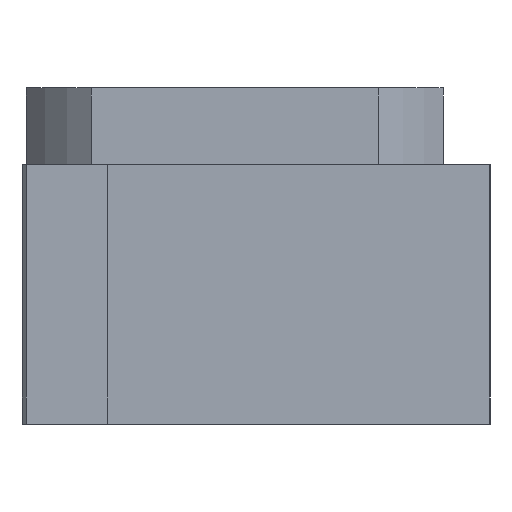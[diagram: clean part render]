
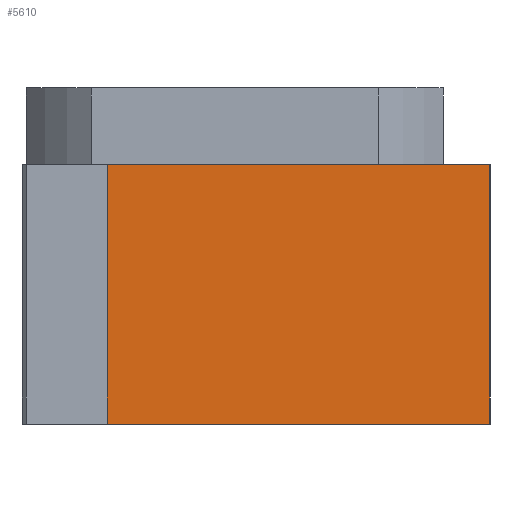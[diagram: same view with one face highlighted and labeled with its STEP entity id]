
A CAD part, left-side view. The second image highlights one B-rep face of the part: STEP entity #5610.
In plain terms, the highlighted planar face has unit normal (-1, 0, 0).
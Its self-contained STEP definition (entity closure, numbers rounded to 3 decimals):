
#199 = DIRECTION ( 'NONE',  ( 0., -1., 0. ) ) ;
#303 = LINE ( 'NONE', #6879, #5104 ) ;
#540 = CARTESIAN_POINT ( 'NONE',  ( -80., -60., -61. ) ) ;
#771 = ORIENTED_EDGE ( 'NONE', *, *, #5226, .T. ) ;
#865 = ORIENTED_EDGE ( 'NONE', *, *, #2953, .T. ) ;
#933 = CARTESIAN_POINT ( 'NONE',  ( -80., 30., -61. ) ) ;
#1661 = LINE ( 'NONE', #933, #5047 ) ;
#1783 = VERTEX_POINT ( 'NONE', #6215 ) ;
#2007 = DIRECTION ( 'NONE',  ( 0., 0., 1. ) ) ;
#2484 = ORIENTED_EDGE ( 'NONE', *, *, #6577, .F. ) ;
#2580 = CARTESIAN_POINT ( 'NONE',  ( -80., 30., -61. ) ) ;
#2739 = CARTESIAN_POINT ( 'NONE',  ( -80., 30., -61. ) ) ;
#2838 = VECTOR ( 'NONE', #2847, 1000. ) ;
#2847 = DIRECTION ( 'NONE',  ( 0., 0., 1. ) ) ;
#2953 = EDGE_CURVE ( 'NONE', #4801, #1783, #4307, .T. ) ;
#3248 = FACE_OUTER_BOUND ( 'NONE', #3630, .T. ) ;
#3476 = LINE ( 'NONE', #2739, #6434 ) ;
#3574 = CARTESIAN_POINT ( 'NONE',  ( -80., -60., -61. ) ) ;
#3630 = EDGE_LOOP ( 'NONE', ( #5416, #2484, #771, #865 ) ) ;
#4255 = DIRECTION ( 'NONE',  ( 0., 0., 1. ) ) ;
#4307 = LINE ( 'NONE', #3574, #2838 ) ;
#4540 = AXIS2_PLACEMENT_3D ( 'NONE', #5757, #4996, #4255 ) ;
#4801 = VERTEX_POINT ( 'NONE', #540 ) ;
#4996 = DIRECTION ( 'NONE',  ( -1., 0., 0. ) ) ;
#5047 = VECTOR ( 'NONE', #199, 1000. ) ;
#5104 = VECTOR ( 'NONE', #6080, 1000. ) ;
#5226 = EDGE_CURVE ( 'NONE', #5560, #4801, #1661, .T. ) ;
#5416 = ORIENTED_EDGE ( 'NONE', *, *, #6991, .F. ) ;
#5560 = VERTEX_POINT ( 'NONE', #2580 ) ;
#5610 = ADVANCED_FACE ( 'NONE', ( #3248 ), #6563, .T. ) ;
#5757 = CARTESIAN_POINT ( 'NONE',  ( -80., 30., -61. ) ) ;
#6080 = DIRECTION ( 'NONE',  ( 0., -1., 0. ) ) ;
#6215 = CARTESIAN_POINT ( 'NONE',  ( -80., -60., 0. ) ) ;
#6268 = VERTEX_POINT ( 'NONE', #6320 ) ;
#6320 = CARTESIAN_POINT ( 'NONE',  ( -80., 30., 0. ) ) ;
#6434 = VECTOR ( 'NONE', #2007, 1000. ) ;
#6563 = PLANE ( 'NONE',  #4540 ) ;
#6577 = EDGE_CURVE ( 'NONE', #5560, #6268, #3476, .T. ) ;
#6879 = CARTESIAN_POINT ( 'NONE',  ( -80., 30., 0. ) ) ;
#6991 = EDGE_CURVE ( 'NONE', #6268, #1783, #303, .T. ) ;
